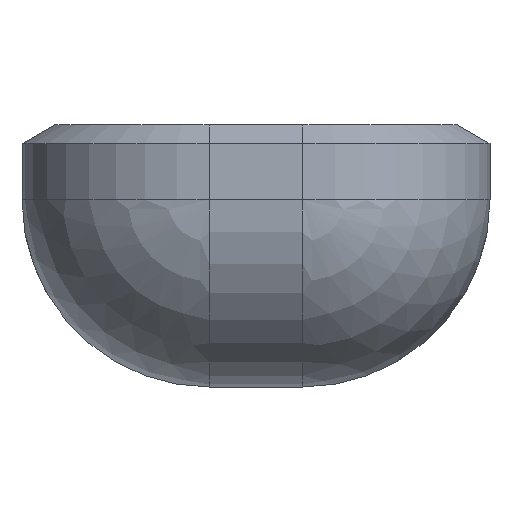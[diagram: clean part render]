
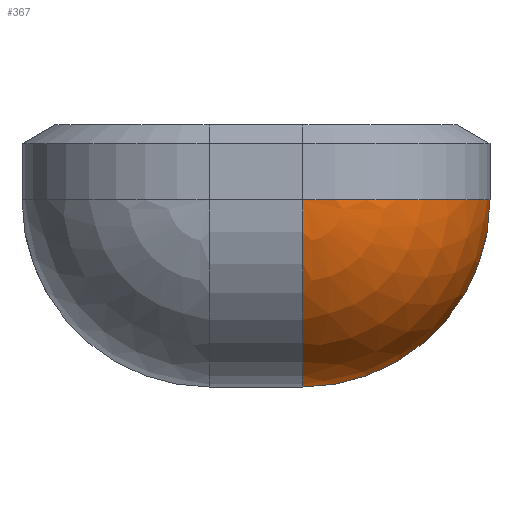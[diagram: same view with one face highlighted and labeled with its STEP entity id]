
A CAD part, front view. The second image highlights one B-rep face of the part: STEP entity #367.
In plain terms, the highlighted spherical face has radius 2 mm.
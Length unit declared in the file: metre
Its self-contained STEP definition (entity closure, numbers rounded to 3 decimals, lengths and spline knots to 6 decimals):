
#16=SPHERICAL_SURFACE('',#416,0.002);
#33=CIRCLE('',#409,0.002);
#36=CIRCLE('',#414,0.002);
#38=CIRCLE('',#417,0.002);
#88=ORIENTED_EDGE('',*,*,#181,.T.);
#89=ORIENTED_EDGE('',*,*,#184,.T.);
#90=ORIENTED_EDGE('',*,*,#186,.F.);
#181=EDGE_CURVE('',#207,#208,#33,.T.);
#184=EDGE_CURVE('',#208,#231,#36,.T.);
#186=EDGE_CURVE('',#207,#231,#38,.F.);
#207=VERTEX_POINT('',#577);
#208=VERTEX_POINT('',#581);
#231=VERTEX_POINT('',#630);
#305=EDGE_LOOP('',(#88,#89,#90));
#331=FACE_BOUND('',#305,.T.);
#367=ADVANCED_FACE('',(#331),#16,.T.);
#409=AXIS2_PLACEMENT_3D('',#634,#493,#494);
#414=AXIS2_PLACEMENT_3D('',#639,#503,#504);
#416=AXIS2_PLACEMENT_3D('',#641,#507,#508);
#417=AXIS2_PLACEMENT_3D('',#642,#509,#510);
#493=DIRECTION('',(0.,0.,-1.));
#494=DIRECTION('',(-1.,0.,0.));
#503=DIRECTION('',(1.,0.,0.));
#504=DIRECTION('',(0.,0.,-1.));
#507=DIRECTION('',(0.,-1.,0.));
#508=DIRECTION('',(0.,0.,-1.));
#509=DIRECTION('',(0.,-1.,0.));
#510=DIRECTION('',(0.,0.,-1.));
#577=CARTESIAN_POINT('',(0.12184,-0.034115,-0.0126));
#581=CARTESIAN_POINT('',(0.11984,-0.036115,-0.0126));
#630=CARTESIAN_POINT('',(0.11984,-0.034115,-0.0146));
#634=CARTESIAN_POINT('',(0.11984,-0.034115,-0.0126));
#639=CARTESIAN_POINT('',(0.11984,-0.034115,-0.0126));
#641=CARTESIAN_POINT('',(0.11984,-0.034115,-0.0126));
#642=CARTESIAN_POINT('',(0.11984,-0.034115,-0.0126));
